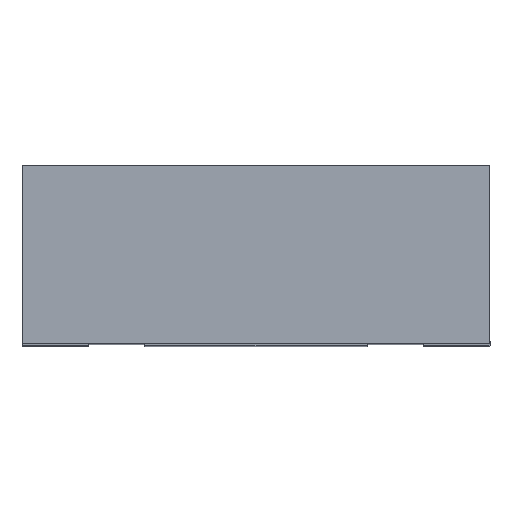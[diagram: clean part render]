
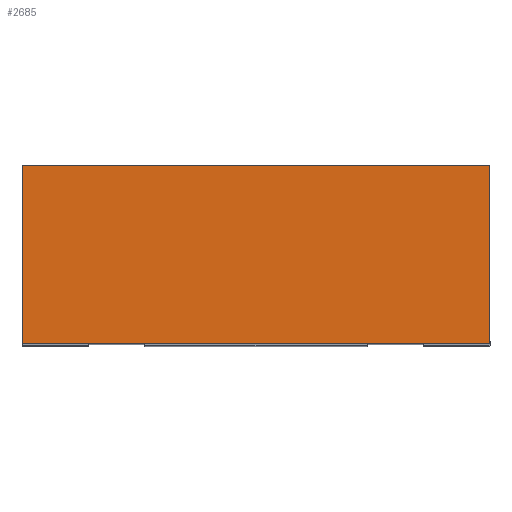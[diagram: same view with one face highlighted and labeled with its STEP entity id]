
A CAD part, top view. The second image highlights one B-rep face of the part: STEP entity #2685.
In plain terms, the highlighted planar face has unit normal (0, 0, 1).
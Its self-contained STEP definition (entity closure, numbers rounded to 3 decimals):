
#73 = LINE ( 'NONE', #3482, #2878 ) ;
#203 = ORIENTED_EDGE ( 'NONE', *, *, #2389, .F. ) ;
#250 = CARTESIAN_POINT ( 'NONE',  ( 1.05, 0.8, 1.55 ) ) ;
#265 = DIRECTION ( 'NONE',  ( 0., -1., 0. ) ) ;
#462 = ORIENTED_EDGE ( 'NONE', *, *, #1899, .T. ) ;
#510 = DIRECTION ( 'NONE',  ( 0., 0., -1. ) ) ;
#646 = VECTOR ( 'NONE', #3824, 1000. ) ;
#1071 = EDGE_LOOP ( 'NONE', ( #3108, #203, #6526, #462 ) ) ;
#1272 = CARTESIAN_POINT ( 'NONE',  ( -1.05, 0., 1.55 ) ) ;
#1344 = CARTESIAN_POINT ( 'NONE',  ( -1.05, 0.8, 1.55 ) ) ;
#1562 = FACE_OUTER_BOUND ( 'NONE', #1071, .T. ) ;
#1720 = EDGE_CURVE ( 'NONE', #4335, #5371, #4513, .T. ) ;
#1899 = EDGE_CURVE ( 'NONE', #5021, #4335, #73, .T. ) ;
#1902 = LINE ( 'NONE', #1344, #5852 ) ;
#2033 = AXIS2_PLACEMENT_3D ( 'NONE', #5832, #510, #6404 ) ;
#2389 = EDGE_CURVE ( 'NONE', #4888, #5371, #4900, .T. ) ;
#2644 = CARTESIAN_POINT ( 'NONE',  ( 1.05, 0., 1.55 ) ) ;
#2685 = ADVANCED_FACE ( 'NONE', ( #1562 ), #5796, .F. ) ;
#2878 = VECTOR ( 'NONE', #7578, 1000. ) ;
#3108 = ORIENTED_EDGE ( 'NONE', *, *, #1720, .T. ) ;
#3482 = CARTESIAN_POINT ( 'NONE',  ( -1.05, 0.8, 1.55 ) ) ;
#3824 = DIRECTION ( 'NONE',  ( 1., 0., 0. ) ) ;
#4016 = CARTESIAN_POINT ( 'NONE',  ( -1.05, 0.8, 1.55 ) ) ;
#4335 = VERTEX_POINT ( 'NONE', #1272 ) ;
#4416 = CARTESIAN_POINT ( 'NONE',  ( 1.05, 0.8, 1.55 ) ) ;
#4513 = LINE ( 'NONE', #7360, #646 ) ;
#4853 = DIRECTION ( 'NONE',  ( 1., 0., 0. ) ) ;
#4888 = VERTEX_POINT ( 'NONE', #250 ) ;
#4900 = LINE ( 'NONE', #4416, #5170 ) ;
#5021 = VERTEX_POINT ( 'NONE', #4016 ) ;
#5170 = VECTOR ( 'NONE', #265, 1000. ) ;
#5371 = VERTEX_POINT ( 'NONE', #2644 ) ;
#5796 = PLANE ( 'NONE',  #2033 ) ;
#5832 = CARTESIAN_POINT ( 'NONE',  ( -1.05, 0.8, 1.55 ) ) ;
#5852 = VECTOR ( 'NONE', #4853, 1000. ) ;
#6223 = EDGE_CURVE ( 'NONE', #5021, #4888, #1902, .T. ) ;
#6404 = DIRECTION ( 'NONE',  ( -1., 0., 0. ) ) ;
#6526 = ORIENTED_EDGE ( 'NONE', *, *, #6223, .F. ) ;
#7360 = CARTESIAN_POINT ( 'NONE',  ( -1.05, 0., 1.55 ) ) ;
#7578 = DIRECTION ( 'NONE',  ( 0., -1., 0. ) ) ;
